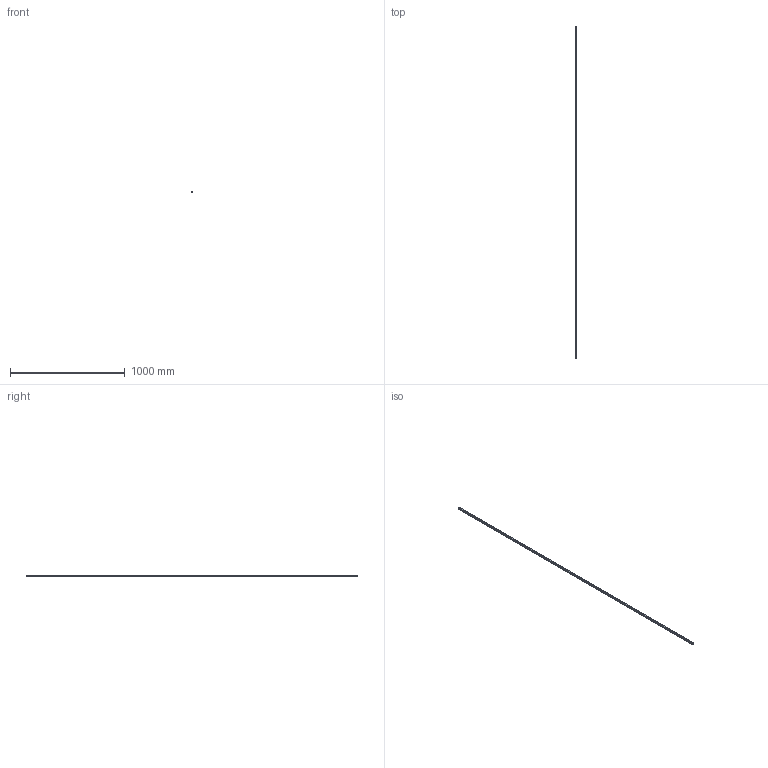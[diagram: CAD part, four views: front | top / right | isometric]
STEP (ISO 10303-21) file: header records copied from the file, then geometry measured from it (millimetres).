
FILE_DESCRIPTION(('STEP AP214'),'1');
FILE_NAME('cctmp_B55B329F-6AFD-4ADC-8F9C-05635EDCFBC6_2021_01_19_14_48_09_0463..stp','2021-01-19T13:48:09',('HIWIN GmbH'),('CADClick - www.CADClick.com'),'Spatial InterOp 3D',' ','unknown authorization');
FILE_SCHEMA(('AUTOMOTIVE_DESIGN'));
Length unit declared in the file: millimetre
Products named in the file (1): HGR15T2890C_FILE
Bounding box: 15 x 2890 x 15 mm (x, y, z)
Volume: 542510.1 mm3; surface area: 183307.2 mm2
Topology: 1 solids, 1 shells, 307 faces, 807 edges, 458 vertices
Faces by surface type: cylinder 122, cone 96, plane 89
Entity records: 11185 total; most frequent: DIRECTION 1571, CARTESIAN_POINT 1477, ORIENTED_EDGE 1422, EDGE_CURVE 711, AXIS2_PLACEMENT_3D 552, LINE 467, VECTOR 467, VERTEX_POINT 458
